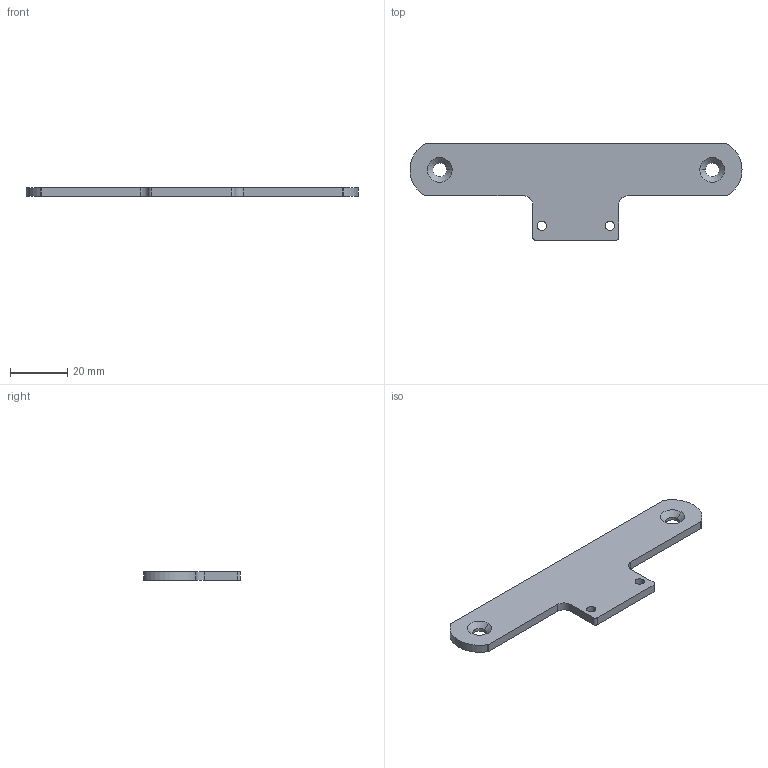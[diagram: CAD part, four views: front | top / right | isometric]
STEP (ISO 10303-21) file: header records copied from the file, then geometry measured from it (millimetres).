
FILE_DESCRIPTION (( 'STEP AP214' ), '1' );
FILE_NAME ('D455C adopter.STEP', '2024-03-11T10:49:19', ( '' ), ( '' ), 'SwSTEP 2.0', 'SolidWorks 2021', '' );
FILE_SCHEMA (( 'AUTOMOTIVE_DESIGN' ));
Length unit declared in the file: millimetre
Products named in the file (1): D455C adopter
Bounding box: 115.78 x 33.65 x 3 mm (x, y, z)
Volume: 7329.6 mm3; surface area: 5904.4 mm2
Topology: 1 solids, 1 shells, 31 faces, 83 edges, 54 vertices
Faces by surface type: cylinder 15, plane 8, cone 4, bspline 4
Entity records: 1049 total; most frequent: CARTESIAN_POINT 225, ORIENTED_EDGE 166, DIRECTION 161, EDGE_CURVE 83, AXIS2_PLACEMENT_3D 62, VERTEX_POINT 54, EDGE_LOOP 39, LINE 37
